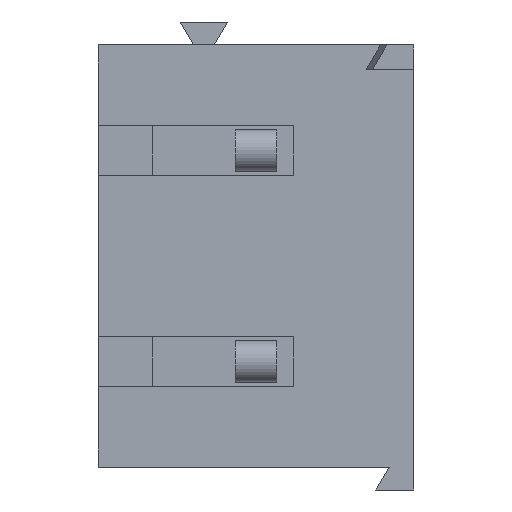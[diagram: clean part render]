
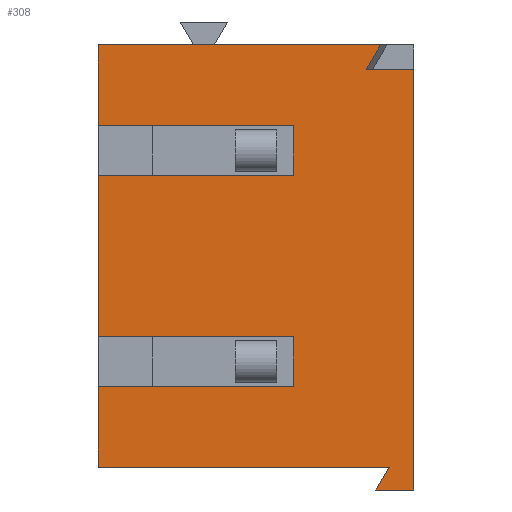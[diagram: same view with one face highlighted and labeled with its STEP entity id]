
A CAD part, front view. The second image highlights one B-rep face of the part: STEP entity #308.
In plain terms, the highlighted planar face has unit normal (0, -1, 0).
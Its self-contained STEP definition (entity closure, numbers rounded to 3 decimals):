
#308 = ADVANCED_FACE( '', ( #645 ), #646, .T. );
#645 = FACE_OUTER_BOUND( '', #1006, .T. );
#646 = PLANE( '', #1007 );
#1006 = EDGE_LOOP( '', ( #1927, #1928, #1929, #1930, #1931, #1932, #1933, #1934, #1935, #1936, #1937, #1938, #1939, #1940, #1941, #1942 ) );
#1007 = AXIS2_PLACEMENT_3D( '', #1943, #1944, #1945 );
#1927 = ORIENTED_EDGE( '', *, *, #2333, .F. );
#1928 = ORIENTED_EDGE( '', *, *, #2338, .F. );
#1929 = ORIENTED_EDGE( '', *, *, #2602, .T. );
#1930 = ORIENTED_EDGE( '', *, *, #2402, .T. );
#1931 = ORIENTED_EDGE( '', *, *, #2497, .T. );
#1932 = ORIENTED_EDGE( '', *, *, #2598, .F. );
#1933 = ORIENTED_EDGE( '', *, *, #2457, .T. );
#1934 = ORIENTED_EDGE( '', *, *, #2549, .T. );
#1935 = ORIENTED_EDGE( '', *, *, #2493, .T. );
#1936 = ORIENTED_EDGE( '', *, *, #2603, .F. );
#1937 = ORIENTED_EDGE( '', *, *, #2381, .F. );
#1938 = ORIENTED_EDGE( '', *, *, #2545, .T. );
#1939 = ORIENTED_EDGE( '', *, *, #2498, .T. );
#1940 = ORIENTED_EDGE( '', *, *, #2360, .F. );
#1941 = ORIENTED_EDGE( '', *, *, #2441, .T. );
#1942 = ORIENTED_EDGE( '', *, *, #2542, .T. );
#1943 = CARTESIAN_POINT( '', ( -20.976, 5.697, 5.08 ) );
#1944 = DIRECTION( '', ( 0., -1., 0. ) );
#1945 = DIRECTION( '', ( 1., 0., 0. ) );
#2333 = EDGE_CURVE( '', #2864, #2866, #2867, .T. );
#2338 = EDGE_CURVE( '', #2874, #2864, #2875, .T. );
#2360 = EDGE_CURVE( '', #2910, #2912, #2913, .T. );
#2381 = EDGE_CURVE( '', #2942, #2937, #2944, .T. );
#2402 = EDGE_CURVE( '', #2975, #2976, #2977, .T. );
#2441 = EDGE_CURVE( '', #2910, #3033, #3034, .T. );
#2457 = EDGE_CURVE( '', #3059, #3057, #3060, .T. );
#2493 = EDGE_CURVE( '', #3116, #3117, #3118, .T. );
#2497 = EDGE_CURVE( '', #2976, #3121, #3123, .T. );
#2498 = EDGE_CURVE( '', #3124, #2912, #3125, .T. );
#2542 = EDGE_CURVE( '', #3033, #2866, #3189, .T. );
#2545 = EDGE_CURVE( '', #2942, #3124, #3192, .T. );
#2549 = EDGE_CURVE( '', #3057, #3116, #3196, .T. );
#2598 = EDGE_CURVE( '', #3059, #3121, #3255, .T. );
#2602 = EDGE_CURVE( '', #2874, #2975, #3259, .T. );
#2603 = EDGE_CURVE( '', #2937, #3117, #3260, .T. );
#2864 = VERTEX_POINT( '', #3634 );
#2866 = VERTEX_POINT( '', #3637 );
#2867 = LINE( '', #3638, #3639 );
#2874 = VERTEX_POINT( '', #3649 );
#2875 = LINE( '', #3650, #3651 );
#2910 = VERTEX_POINT( '', #3702 );
#2912 = VERTEX_POINT( '', #3705 );
#2913 = LINE( '', #3706, #3707 );
#2937 = VERTEX_POINT( '', #3742 );
#2942 = VERTEX_POINT( '', #3749 );
#2944 = LINE( '', #3752, #3753 );
#2975 = VERTEX_POINT( '', #3793 );
#2976 = VERTEX_POINT( '', #3794 );
#2977 = LINE( '', #3795, #3796 );
#3033 = VERTEX_POINT( '', #3880 );
#3034 = LINE( '', #3881, #3882 );
#3057 = VERTEX_POINT( '', #3915 );
#3059 = VERTEX_POINT( '', #3918 );
#3060 = LINE( '', #3919, #3920 );
#3116 = VERTEX_POINT( '', #4008 );
#3117 = VERTEX_POINT( '', #4009 );
#3118 = LINE( '', #4010, #4011 );
#3121 = VERTEX_POINT( '', #4016 );
#3123 = LINE( '', #4019, #4020 );
#3124 = VERTEX_POINT( '', #4021 );
#3125 = LINE( '', #4022, #4023 );
#3189 = LINE( '', #4112, #4113 );
#3192 = LINE( '', #4117, #4118 );
#3196 = LINE( '', #4123, #4124 );
#3255 = LINE( '', #4221, #4222 );
#3259 = LINE( '', #4227, #4228 );
#3260 = LINE( '', #4229, #4230 );
#3634 = CARTESIAN_POINT( '', ( -13.376, 5.697, -0.6 ) );
#3637 = CARTESIAN_POINT( '', ( -13.376, 5.697, -10.71 ) );
#3638 = CARTESIAN_POINT( '', ( -13.376, 5.697, 5.08 ) );
#3639 = VECTOR( '', #4409, 1000. );
#3649 = CARTESIAN_POINT( '', ( -14.527, 5.697, -0.6 ) );
#3650 = CARTESIAN_POINT( '', ( -20.976, 5.697, -0.6 ) );
#3651 = VECTOR( '', #4413, 1000. );
#3702 = CARTESIAN_POINT( '', ( -13.976, 5.697, -10.16 ) );
#3705 = CARTESIAN_POINT( '', ( -20.976, 5.697, -10.16 ) );
#3706 = CARTESIAN_POINT( '', ( -20.976, 5.697, -10.16 ) );
#3707 = VECTOR( '', #4437, 1000. );
#3742 = CARTESIAN_POINT( '', ( -16.276, 5.697, -7.02 ) );
#3749 = CARTESIAN_POINT( '', ( -16.276, 5.697, -8.22 ) );
#3752 = CARTESIAN_POINT( '', ( -16.276, 5.697, -7.02 ) );
#3753 = VECTOR( '', #4455, 1000. );
#3793 = CARTESIAN_POINT( '', ( -14.181, 5.697, 0. ) );
#3794 = CARTESIAN_POINT( '', ( -20.976, 5.697, 0. ) );
#3795 = CARTESIAN_POINT( '', ( -20.976, 5.697, 0. ) );
#3796 = VECTOR( '', #4480, 1000. );
#3880 = CARTESIAN_POINT( '', ( -14.294, 5.697, -10.71 ) );
#3881 = CARTESIAN_POINT( '', ( -13.976, 5.697, -10.16 ) );
#3882 = VECTOR( '', #4515, 1000. );
#3915 = CARTESIAN_POINT( '', ( -16.276, 5.697, -3.14 ) );
#3918 = CARTESIAN_POINT( '', ( -16.276, 5.697, -1.94 ) );
#3919 = CARTESIAN_POINT( '', ( -16.276, 5.697, -3.14 ) );
#3920 = VECTOR( '', #4530, 1000. );
#4008 = CARTESIAN_POINT( '', ( -20.976, 5.697, -3.14 ) );
#4009 = CARTESIAN_POINT( '', ( -20.976, 5.697, -7.02 ) );
#4010 = CARTESIAN_POINT( '', ( -20.976, 5.697, 5.08 ) );
#4011 = VECTOR( '', #4568, 1000. );
#4016 = CARTESIAN_POINT( '', ( -20.976, 5.697, -1.94 ) );
#4019 = CARTESIAN_POINT( '', ( -20.976, 5.697, 0. ) );
#4020 = VECTOR( '', #4572, 1000. );
#4021 = CARTESIAN_POINT( '', ( -20.976, 5.697, -8.22 ) );
#4022 = CARTESIAN_POINT( '', ( -20.976, 5.697, 5.08 ) );
#4023 = VECTOR( '', #4573, 1000. );
#4112 = CARTESIAN_POINT( '', ( -14.294, 5.697, -10.71 ) );
#4113 = VECTOR( '', #4620, 1000. );
#4117 = CARTESIAN_POINT( '', ( -20.976, 5.697, -8.22 ) );
#4118 = VECTOR( '', #4622, 1000. );
#4123 = CARTESIAN_POINT( '', ( -20.976, 5.697, -3.14 ) );
#4124 = VECTOR( '', #4624, 1000. );
#4221 = CARTESIAN_POINT( '', ( -20.976, 5.697, -1.94 ) );
#4222 = VECTOR( '', #4656, 1000. );
#4227 = CARTESIAN_POINT( '', ( -14.142, 5.697, 0.067 ) );
#4228 = VECTOR( '', #4658, 1000. );
#4229 = CARTESIAN_POINT( '', ( -20.976, 5.697, -7.02 ) );
#4230 = VECTOR( '', #4659, 1000. );
#4409 = DIRECTION( '', ( 0., 0., -1. ) );
#4413 = DIRECTION( '', ( 1., 0., 0. ) );
#4437 = DIRECTION( '', ( -1., 0., 0. ) );
#4455 = DIRECTION( '', ( 0., 0., 1. ) );
#4480 = DIRECTION( '', ( -1., 0., 0. ) );
#4515 = DIRECTION( '', ( -0.5, 0., -0.866 ) );
#4530 = DIRECTION( '', ( 0., 0., -1. ) );
#4568 = DIRECTION( '', ( 0., 0., -1. ) );
#4572 = DIRECTION( '', ( 0., 0., -1. ) );
#4573 = DIRECTION( '', ( 0., 0., -1. ) );
#4620 = DIRECTION( '', ( 1., 0., 0. ) );
#4622 = DIRECTION( '', ( -1., 0., 0. ) );
#4624 = DIRECTION( '', ( -1., 0., 0. ) );
#4656 = DIRECTION( '', ( -1., 0., 0. ) );
#4658 = DIRECTION( '', ( 0.5, 0., 0.866 ) );
#4659 = DIRECTION( '', ( -1., 0., 0. ) );
